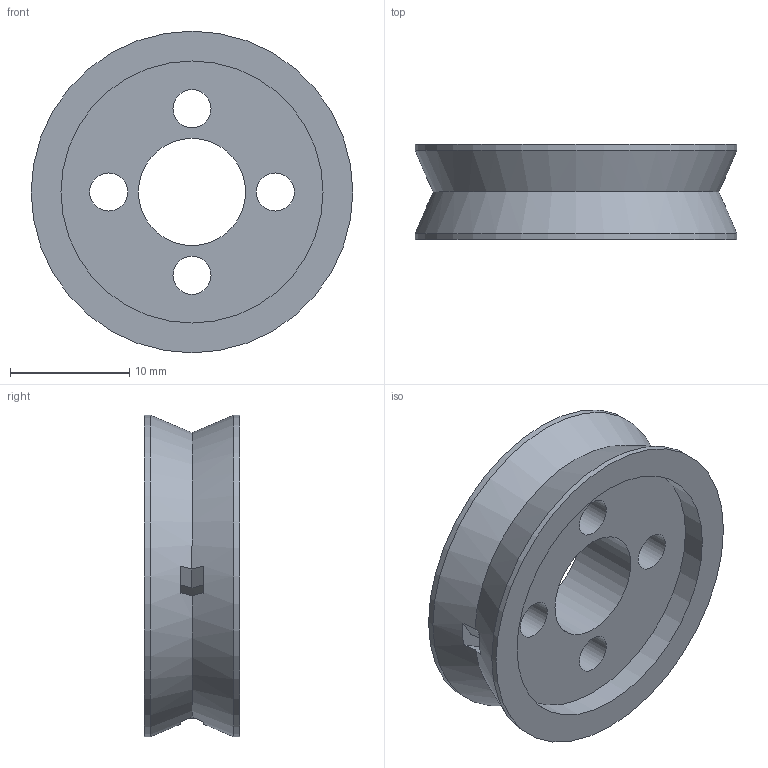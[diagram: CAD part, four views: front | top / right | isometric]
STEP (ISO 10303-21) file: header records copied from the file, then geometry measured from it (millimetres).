
FILE_DESCRIPTION(/* description */ (''),/* implementation_level */ '2;1');
FILE_NAME(/* name */ 'ServoHorn25T-v16.step',/* time_stamp */ '2023-06-16T09:02:13-04:00',/* author */ (''),/* organization */ (''),/* preprocessor_version */ 'ST-DEVELOPER v19.2',/* originating_system */ 'Autodesk Translation Framework v12.6.0.85',/* authorisation */ '');
FILE_SCHEMA (('AUTOMOTIVE_DESIGN { 1 0 10303 214 3 1 1 }'));
Length unit declared in the file: millimetre
Products named in the file (2): ServoHorn25T; Cover
Assembly tree (1 placements, depth 2):
  ServoHorn25T
    Cover
Bounding box: 27 x 8 x 27 mm (x, y, z)
Volume: 2699.2 mm3; surface area: 2434.8 mm2
Topology: 1 solids, 1 shells, 39 faces, 116 edges, 78 vertices
Faces by surface type: bspline 16, plane 11, cylinder 10, cone 2
Full cylindrical faces by diameter (mm): 2.8 x2, 3.2 x4, 9 x1, 22 x1, 27 x2
Entity records: 1849 total; most frequent: CARTESIAN_POINT 855, ORIENTED_EDGE 232, DIRECTION 146, EDGE_CURVE 116, VERTEX_POINT 78, AXIS2_PLACEMENT_3D 67, EDGE_LOOP 56, B_SPLINE_CURVE_WITH_KNOTS 55
